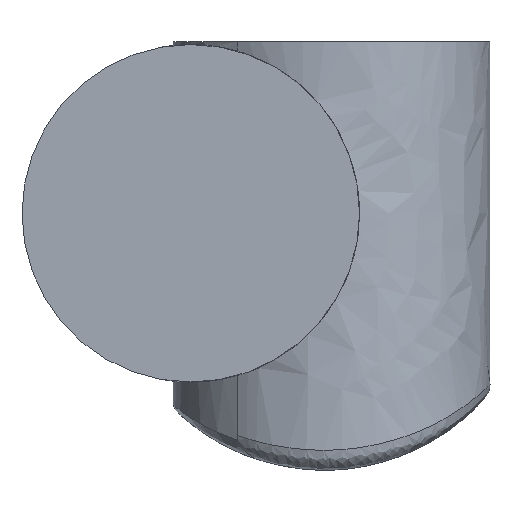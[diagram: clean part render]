
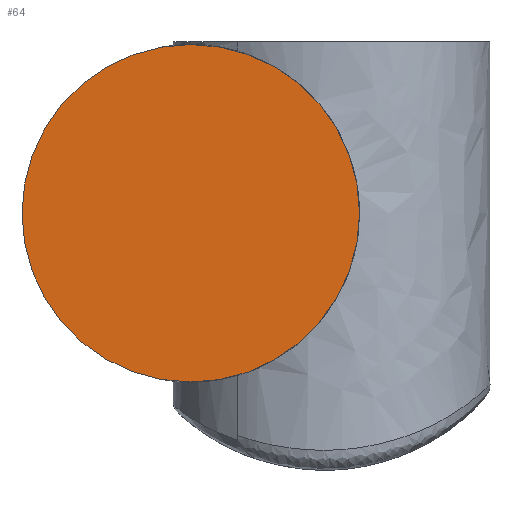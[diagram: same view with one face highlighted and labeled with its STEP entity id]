
A CAD part, front view. The second image highlights one B-rep face of the part: STEP entity #64.
In plain terms, the highlighted planar face has unit normal (0, -1, 0).
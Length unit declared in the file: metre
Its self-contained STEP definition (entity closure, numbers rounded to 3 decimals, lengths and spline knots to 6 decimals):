
#64=ADVANCED_FACE('1:28270',(#127),#128,.T.);
#127=FACE_OUTER_BOUND('',#449,.T.);
#128=PLANE('',#450);
#449=EDGE_LOOP('',(#579,#580,#581));
#450=AXIS2_PLACEMENT_3D('',#582,#583,#584);
#579=ORIENTED_EDGE('',*,*,#682,.F.);
#580=ORIENTED_EDGE('',*,*,#681,.F.);
#581=ORIENTED_EDGE('',*,*,#638,.F.);
#582=CARTESIAN_POINT('',(-0.001116,-0.063,0.65788));
#583=DIRECTION('',(0.0,-1.0,0.0));
#584=DIRECTION('',(1.0,0.0,0.0));
#638=EDGE_CURVE('',#713,#715,#716,.T.);
#681=EDGE_CURVE('',#715,#781,#782,.T.);
#682=EDGE_CURVE('1:28276',#781,#713,#783,.T.);
#713=VERTEX_POINT('',#853);
#715=VERTEX_POINT('',#856);
#716=CIRCLE('',#857,0.059);
#781=VERTEX_POINT('',#1408);
#782=CIRCLE('',#1409,0.059);
#783=CIRCLE('',#1410,0.059);
#853=CARTESIAN_POINT('',(-0.059,-0.063,0.66));
#856=CARTESIAN_POINT('',(0.059,-0.063,0.66));
#857=AXIS2_PLACEMENT_3D('',#1439,#1440,#1441);
#1408=CARTESIAN_POINT('',(-0.029713,-0.063,0.609028));
#1409=AXIS2_PLACEMENT_3D('',#1461,#1462,#1463);
#1410=AXIS2_PLACEMENT_3D('',#1464,#1465,#1466);
#1439=CARTESIAN_POINT('',(0.,-0.063,0.66));
#1440=DIRECTION('',(-0.0,1.0,0.0));
#1441=DIRECTION('',(1.0,0.0,0.0));
#1461=CARTESIAN_POINT('',(0.,-0.063,0.66));
#1462=DIRECTION('',(-0.0,1.0,0.0));
#1463=DIRECTION('',(1.0,0.0,0.0));
#1464=CARTESIAN_POINT('',(0.,-0.063,0.66));
#1465=DIRECTION('',(-0.0,1.0,0.0));
#1466=DIRECTION('',(1.0,0.0,0.0));
